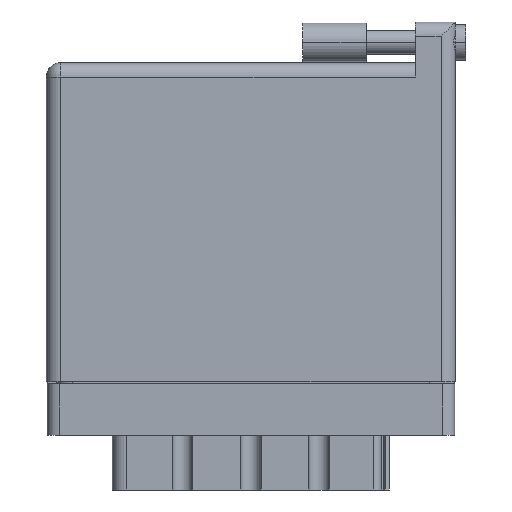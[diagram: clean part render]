
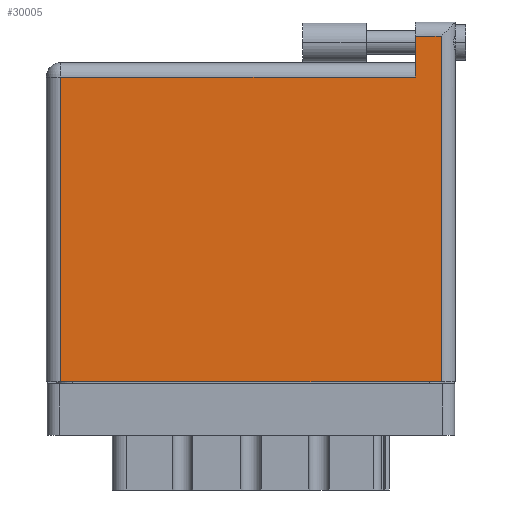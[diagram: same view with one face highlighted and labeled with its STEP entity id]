
A CAD part, front view. The second image highlights one B-rep face of the part: STEP entity #30005.
In plain terms, the highlighted face is planar.
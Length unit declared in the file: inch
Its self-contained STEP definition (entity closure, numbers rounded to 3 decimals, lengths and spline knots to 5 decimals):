
#195 = EDGE_CURVE ( 'NONE', #199, #37716, #38225, .T. ) ;
#199 = VERTEX_POINT ( 'NONE', #30014 ) ;
#334 = LINE ( 'NONE', #25560, #12161 ) ;
#850 = EDGE_CURVE ( 'NONE', #4611, #35941, #15381, .T. ) ;
#935 = ORIENTED_EDGE ( 'NONE', *, *, #40105, .T. ) ;
#1063 = AXIS2_PLACEMENT_3D ( 'NONE', #8160, #11315, #8016 ) ;
#2051 = CARTESIAN_POINT ( 'NONE',  ( 1.938, 1.696, 0. ) ) ;
#3034 = VECTOR ( 'NONE', #11655, 39.37008 ) ;
#3317 = EDGE_CURVE ( 'NONE', #14013, #23610, #17685, .T. ) ;
#3760 = EDGE_CURVE ( 'NONE', #23610, #4611, #334, .T. ) ;
#4316 = VECTOR ( 'NONE', #14034, 39.37008 ) ;
#4611 = VERTEX_POINT ( 'NONE', #37212 ) ;
#6174 = DIRECTION ( 'NONE',  ( -1., 0., 0. ) ) ;
#6830 = CARTESIAN_POINT ( 'NONE',  ( 1.938, 1.766, 0. ) ) ;
#7399 = ORIENTED_EDGE ( 'NONE', *, *, #195, .T. ) ;
#8016 = DIRECTION ( 'NONE',  ( -1., 0., 0. ) ) ;
#8160 = CARTESIAN_POINT ( 'NONE',  ( 0., 1.566, 0. ) ) ;
#10959 = VECTOR ( 'NONE', #13150, 39.37008 ) ;
#11315 = DIRECTION ( 'NONE',  ( 0., 0., -1. ) ) ;
#11655 = DIRECTION ( 'NONE',  ( -1., 0., 0. ) ) ;
#11798 = CARTESIAN_POINT ( 'NONE',  ( 0.07, 0., 0. ) ) ;
#11940 = LINE ( 'NONE', #40866, #27841 ) ;
#12161 = VECTOR ( 'NONE', #37680, 39.37008 ) ;
#13150 = DIRECTION ( 'NONE',  ( 0., 1., 0. ) ) ;
#13873 = ORIENTED_EDGE ( 'NONE', *, *, #3760, .T. ) ;
#14013 = VERTEX_POINT ( 'NONE', #25148 ) ;
#14034 = DIRECTION ( 'NONE',  ( 0., -1., 0. ) ) ;
#14750 = CARTESIAN_POINT ( 'NONE',  ( 1.811, 1.496, 0. ) ) ;
#14754 = PLANE ( 'NONE',  #1063 ) ;
#14889 = LINE ( 'NONE', #21379, #3034 ) ;
#15381 = LINE ( 'NONE', #6830, #10959 ) ;
#17685 = LINE ( 'NONE', #20435, #4316 ) ;
#19405 = VECTOR ( 'NONE', #23081, 39.37008 ) ;
#19540 = EDGE_LOOP ( 'NONE', ( #13873, #28370, #935, #7399, #27358, #39968 ) ) ;
#20435 = CARTESIAN_POINT ( 'NONE',  ( 0.07, 0., 0. ) ) ;
#21379 = CARTESIAN_POINT ( 'NONE',  ( 0., 1.696, 0. ) ) ;
#23081 = DIRECTION ( 'NONE',  ( 0., -1., 0. ) ) ;
#23610 = VERTEX_POINT ( 'NONE', #11798 ) ;
#25148 = CARTESIAN_POINT ( 'NONE',  ( 0.07, 1.496, 0. ) ) ;
#25560 = CARTESIAN_POINT ( 'NONE',  ( 0., 0., 0. ) ) ;
#27358 = ORIENTED_EDGE ( 'NONE', *, *, #39730, .T. ) ;
#27841 = VECTOR ( 'NONE', #6174, 39.37008 ) ;
#28243 = FACE_OUTER_BOUND ( 'NONE', #19540, .T. ) ;
#28370 = ORIENTED_EDGE ( 'NONE', *, *, #850, .T. ) ;
#30005 = ADVANCED_FACE ( 'NONE', ( #28243 ), #14754, .F. ) ;
#30014 = CARTESIAN_POINT ( 'NONE',  ( 1.811, 1.696, 0. ) ) ;
#35236 = CARTESIAN_POINT ( 'NONE',  ( 1.811, 1.766, 0. ) ) ;
#35941 = VERTEX_POINT ( 'NONE', #2051 ) ;
#37212 = CARTESIAN_POINT ( 'NONE',  ( 1.938, 0., 0. ) ) ;
#37680 = DIRECTION ( 'NONE',  ( 1., 0., 0. ) ) ;
#37716 = VERTEX_POINT ( 'NONE', #14750 ) ;
#38225 = LINE ( 'NONE', #35236, #19405 ) ;
#39730 = EDGE_CURVE ( 'NONE', #37716, #14013, #11940, .T. ) ;
#39968 = ORIENTED_EDGE ( 'NONE', *, *, #3317, .T. ) ;
#40105 = EDGE_CURVE ( 'NONE', #35941, #199, #14889, .T. ) ;
#40866 = CARTESIAN_POINT ( 'NONE',  ( 0., 1.496, 0. ) ) ;
